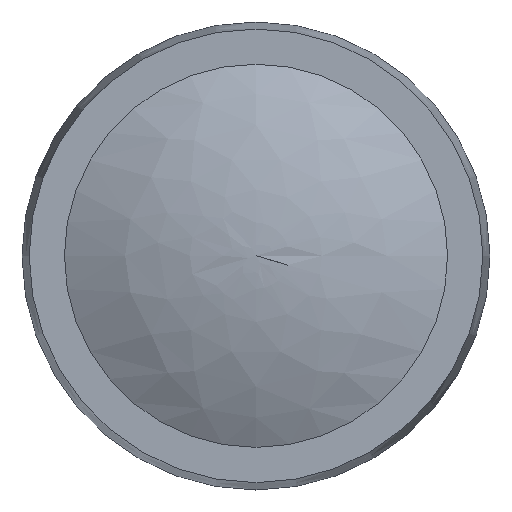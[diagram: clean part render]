
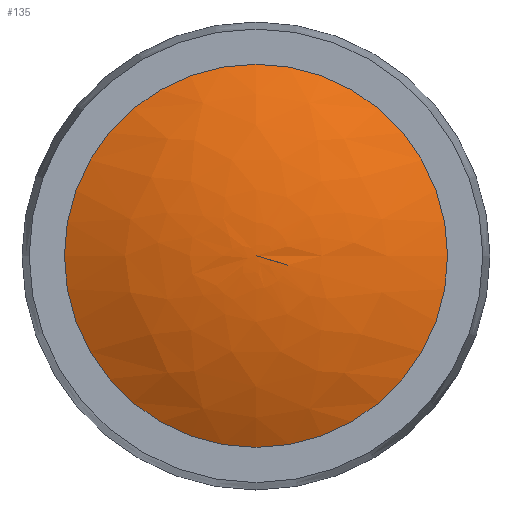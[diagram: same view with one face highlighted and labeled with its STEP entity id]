
A CAD part, top view. The second image highlights one B-rep face of the part: STEP entity #135.
In plain terms, the highlighted free-form (B-spline) face has degree [3, 3] with [4, 7] control points.
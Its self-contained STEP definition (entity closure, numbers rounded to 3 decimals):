
#135 = ADVANCED_FACE( '', ( #324, #325 ), #326, .T. );
#324 = FACE_BOUND( '', #593, .T. );
#325 = FACE_OUTER_BOUND( '', #594, .T. );
#326 = ( BOUNDED_SURFACE(  )B_SPLINE_SURFACE( 3, 3, ( ( #597, #598, #599, #600, #601, #602, #603 ), ( #604, #605, #606, #607, #608, #609, #610 ), ( #611, #612, #613, #614, #615, #616, #617 ), ( #618, #619, #620, #621, #622, #623, #624 ) ), .UNSPECIFIED., .F., .T., .F. )B_SPLINE_SURFACE_WITH_KNOTS( ( 4, 4 ), ( 4, 3, 4 ), ( 0., 6.283 ), ( 1.074, 1.319, 1.564 ), .UNSPECIFIED. )GEOMETRIC_REPRESENTATION_ITEM(  )RATIONAL_B_SPLINE_SURFACE( ( ( 1., 0.333, 0.333, 1., 0.333, 0.333, 1. ), ( 0.98, 0.327, 0.327, 0.98, 0.327, 0.327, 0.98 ), ( 0.98, 0.327, 0.327, 0.98, 0.327, 0.327, 0.98 ), ( 1., 0.333, 0.333, 1., 0.333, 0.333, 1. ) ) )REPRESENTATION_ITEM( '' )SURFACE(  ) );
#593 = VERTEX_LOOP( '', #950 );
#594 = EDGE_LOOP( '', ( #951 ) );
#597 = CARTESIAN_POINT( '', ( 0., 0., 23. ) );
#598 = CARTESIAN_POINT( '', ( 0., 0., 23. ) );
#599 = CARTESIAN_POINT( '', ( 0., 0., 23. ) );
#600 = CARTESIAN_POINT( '', ( 0., 0., 23. ) );
#601 = CARTESIAN_POINT( '', ( 0., 0., 23. ) );
#602 = CARTESIAN_POINT( '', ( 0., 0., 23. ) );
#603 = CARTESIAN_POINT( '', ( 0., 0., 23. ) );
#604 = CARTESIAN_POINT( '', ( 3.738, 0., 22.975 ) );
#605 = CARTESIAN_POINT( '', ( 3.738, 7.477, 22.975 ) );
#606 = CARTESIAN_POINT( '', ( -3.738, 7.477, 22.975 ) );
#607 = CARTESIAN_POINT( '', ( -3.738, 0., 22.975 ) );
#608 = CARTESIAN_POINT( '', ( -3.738, -7.477, 22.975 ) );
#609 = CARTESIAN_POINT( '', ( 3.738, -7.477, 22.975 ) );
#610 = CARTESIAN_POINT( '', ( 3.738, 0., 22.975 ) );
#611 = CARTESIAN_POINT( '', ( 7.359, 0., 22.043 ) );
#612 = CARTESIAN_POINT( '', ( 7.359, 14.718, 22.043 ) );
#613 = CARTESIAN_POINT( '', ( -7.359, 14.718, 22.043 ) );
#614 = CARTESIAN_POINT( '', ( -7.359, 0., 22.043 ) );
#615 = CARTESIAN_POINT( '', ( -7.359, -14.718, 22.043 ) );
#616 = CARTESIAN_POINT( '', ( 7.359, -14.718, 22.043 ) );
#617 = CARTESIAN_POINT( '', ( 7.359, 0., 22.043 ) );
#618 = CARTESIAN_POINT( '', ( 10.645, 0., 20.26 ) );
#619 = CARTESIAN_POINT( '', ( 10.645, 21.29, 20.26 ) );
#620 = CARTESIAN_POINT( '', ( -10.645, 21.29, 20.26 ) );
#621 = CARTESIAN_POINT( '', ( -10.645, 0., 20.26 ) );
#622 = CARTESIAN_POINT( '', ( -10.645, -21.29, 20.26 ) );
#623 = CARTESIAN_POINT( '', ( 10.645, -21.29, 20.26 ) );
#624 = CARTESIAN_POINT( '', ( 10.645, 0., 20.26 ) );
#950 = VERTEX_POINT( '', #1334 );
#951 = ORIENTED_EDGE( '', *, *, #1335, .T. );
#1334 = CARTESIAN_POINT( '', ( 0., 0., 23. ) );
#1335 = EDGE_CURVE( '', #1535, #1535, #1536, .T. );
#1535 = VERTEX_POINT( '', #1842 );
#1536 = CIRCLE( '', #1843, 10.645 );
#1842 = CARTESIAN_POINT( '', ( 10.645, 0., 20.26 ) );
#1843 = AXIS2_PLACEMENT_3D( '', #2121, #2122, #2123 );
#2121 = CARTESIAN_POINT( '', ( 0., 0., 20.26 ) );
#2122 = DIRECTION( '', ( 0., 0., 1. ) );
#2123 = DIRECTION( '', ( 1., 0., 0. ) );
